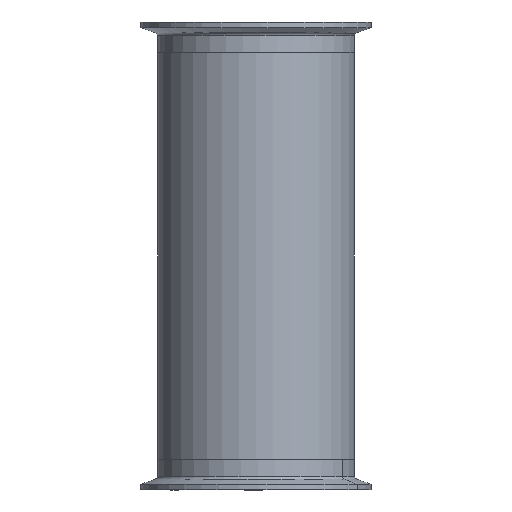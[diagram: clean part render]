
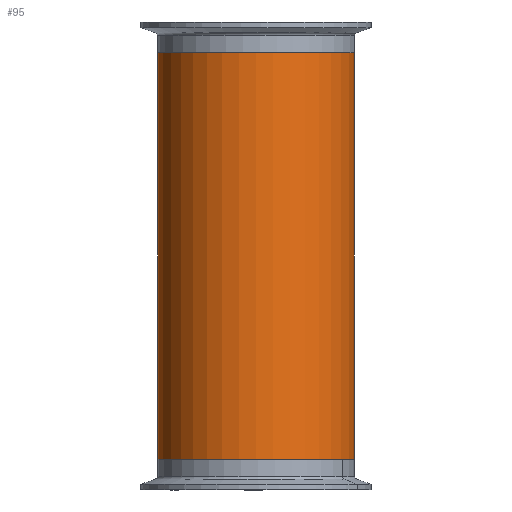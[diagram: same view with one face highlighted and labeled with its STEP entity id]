
A CAD part, front view. The second image highlights one B-rep face of the part: STEP entity #95.
In plain terms, the highlighted cylindrical face has radius 50.8 mm (diameter 101.6 mm), a partial arc.
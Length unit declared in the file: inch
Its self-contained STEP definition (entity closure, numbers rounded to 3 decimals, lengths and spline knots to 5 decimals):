
#78 = FACE_OUTER_BOUND ( 'NONE', #2181, .T. ) ;
#95 = ADVANCED_FACE ( 'NONE', ( #78 ), #325, .T. ) ;
#111 = VERTEX_POINT ( 'NONE', #2737 ) ;
#165 = DIRECTION ( 'NONE',  ( 0., 0., -1. ) ) ;
#325 = CYLINDRICAL_SURFACE ( 'NONE', #498, 2. ) ;
#378 = DIRECTION ( 'NONE',  ( 0., 0., 1. ) ) ;
#409 = EDGE_CURVE ( 'NONE', #111, #2618, #1075, .T. ) ;
#485 = DIRECTION ( 'NONE',  ( 0., 0., -1. ) ) ;
#498 = AXIS2_PLACEMENT_3D ( 'NONE', #2244, #485, #1811 ) ;
#718 = CARTESIAN_POINT ( 'NONE',  ( 2., 0., -4.12598 ) ) ;
#725 = DIRECTION ( 'NONE',  ( 0., 0., 1. ) ) ;
#843 = ORIENTED_EDGE ( 'NONE', *, *, #2671, .T. ) ;
#860 = CARTESIAN_POINT ( 'NONE',  ( 2., 0., 4.12598 ) ) ;
#931 = CARTESIAN_POINT ( 'NONE',  ( 0., 0., -4.12598 ) ) ;
#944 = DIRECTION ( 'NONE',  ( 1., 0., 0. ) ) ;
#977 = CIRCLE ( 'NONE', #2148, 2. ) ;
#1023 = VECTOR ( 'NONE', #2042, 39.37008 ) ;
#1075 = CIRCLE ( 'NONE', #1412, 2. ) ;
#1134 = EDGE_CURVE ( 'NONE', #2159, #2332, #977, .T. ) ;
#1177 = CARTESIAN_POINT ( 'NONE',  ( 0., 0., 4.12598 ) ) ;
#1349 = CARTESIAN_POINT ( 'NONE',  ( 2., 0., 4.12598 ) ) ;
#1412 = AXIS2_PLACEMENT_3D ( 'NONE', #931, #725, #944 ) ;
#1443 = CARTESIAN_POINT ( 'NONE',  ( -2., 0., 4.12598 ) ) ;
#1461 = CARTESIAN_POINT ( 'NONE',  ( -2., 0., 4.12598 ) ) ;
#1811 = DIRECTION ( 'NONE',  ( -1., 0., 0. ) ) ;
#1833 = ORIENTED_EDGE ( 'NONE', *, *, #409, .T. ) ;
#1903 = LINE ( 'NONE', #1349, #1023 ) ;
#1925 = EDGE_CURVE ( 'NONE', #2332, #2618, #1903, .T. ) ;
#1994 = VECTOR ( 'NONE', #165, 39.37008 ) ;
#2042 = DIRECTION ( 'NONE',  ( 0., 0., -1. ) ) ;
#2097 = DIRECTION ( 'NONE',  ( 1., 0., 0. ) ) ;
#2148 = AXIS2_PLACEMENT_3D ( 'NONE', #1177, #378, #2097 ) ;
#2159 = VERTEX_POINT ( 'NONE', #1443 ) ;
#2174 = LINE ( 'NONE', #1461, #1994 ) ;
#2181 = EDGE_LOOP ( 'NONE', ( #2413, #2339, #843, #1833 ) ) ;
#2244 = CARTESIAN_POINT ( 'NONE',  ( 0., 0., 4.12598 ) ) ;
#2332 = VERTEX_POINT ( 'NONE', #860 ) ;
#2339 = ORIENTED_EDGE ( 'NONE', *, *, #1134, .F. ) ;
#2413 = ORIENTED_EDGE ( 'NONE', *, *, #1925, .F. ) ;
#2618 = VERTEX_POINT ( 'NONE', #718 ) ;
#2671 = EDGE_CURVE ( 'NONE', #2159, #111, #2174, .T. ) ;
#2737 = CARTESIAN_POINT ( 'NONE',  ( -2., 0., -4.12598 ) ) ;
